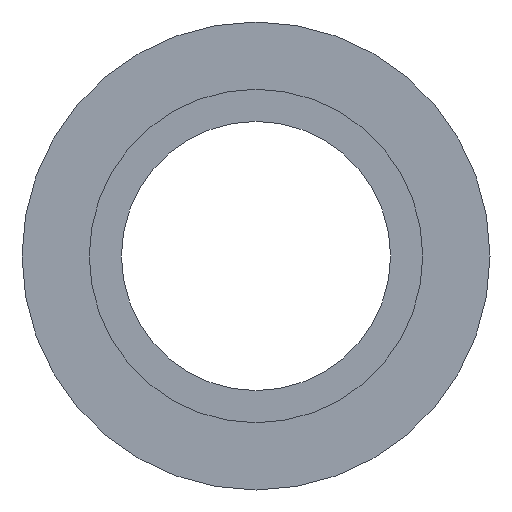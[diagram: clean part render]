
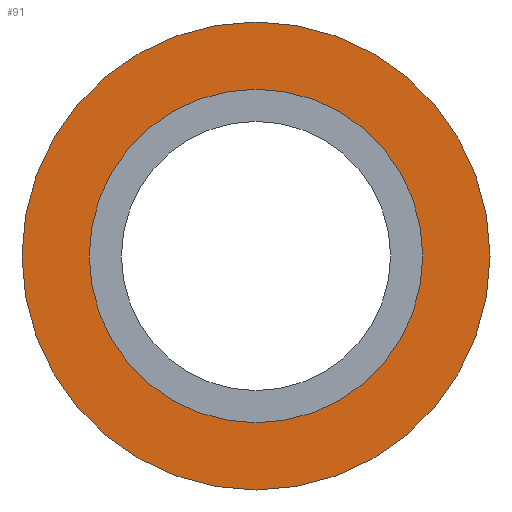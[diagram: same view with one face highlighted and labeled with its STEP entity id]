
A CAD part, front view. The second image highlights one B-rep face of the part: STEP entity #91.
In plain terms, the highlighted planar face has unit normal (0, -1, 0).
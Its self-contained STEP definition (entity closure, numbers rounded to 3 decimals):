
#5 = CIRCLE ( 'NONE', #506, 14. ) ;
#16 = DIRECTION ( 'NONE',  ( 0., 0., -1. ) ) ;
#24 = CIRCLE ( 'NONE', #529, 20. ) ;
#27 = EDGE_CURVE ( 'NONE', #197, #229, #501, .T. ) ;
#75 = CARTESIAN_POINT ( 'NONE',  ( 0., 5., 14. ) ) ;
#91 = ADVANCED_FACE ( 'NONE', ( #264, #616 ), #115, .F. ) ;
#115 = PLANE ( 'NONE',  #398 ) ;
#124 = CARTESIAN_POINT ( 'NONE',  ( 0., 5., 0. ) ) ;
#130 = CARTESIAN_POINT ( 'NONE',  ( 0., 5., 0. ) ) ;
#140 = CARTESIAN_POINT ( 'NONE',  ( 0., 5., 20. ) ) ;
#154 = VERTEX_POINT ( 'NONE', #325 ) ;
#158 = CARTESIAN_POINT ( 'NONE',  ( 0., 5., 0. ) ) ;
#172 = CARTESIAN_POINT ( 'NONE',  ( -20., 5., 0. ) ) ;
#197 = VERTEX_POINT ( 'NONE', #75 ) ;
#225 = DIRECTION ( 'NONE',  ( 0., -1., 0. ) ) ;
#227 = CIRCLE ( 'NONE', #562, 20. ) ;
#229 = VERTEX_POINT ( 'NONE', #541 ) ;
#244 = EDGE_CURVE ( 'NONE', #229, #197, #5, .T. ) ;
#250 = EDGE_LOOP ( 'NONE', ( #444, #461 ) ) ;
#264 = FACE_BOUND ( 'NONE', #250, .T. ) ;
#293 = ORIENTED_EDGE ( 'NONE', *, *, #376, .T. ) ;
#305 = DIRECTION ( 'NONE',  ( 0., -1., 0. ) ) ;
#313 = AXIS2_PLACEMENT_3D ( 'NONE', #158, #305, #664 ) ;
#315 = DIRECTION ( 'NONE',  ( 0., 0., 1. ) ) ;
#325 = CARTESIAN_POINT ( 'NONE',  ( 0., 5., -20. ) ) ;
#366 = EDGE_CURVE ( 'NONE', #538, #154, #24, .T. ) ;
#370 = CARTESIAN_POINT ( 'NONE',  ( 0., 5., 0. ) ) ;
#376 = EDGE_CURVE ( 'NONE', #154, #538, #227, .T. ) ;
#398 = AXIS2_PLACEMENT_3D ( 'NONE', #172, #619, #315 ) ;
#410 = EDGE_LOOP ( 'NONE', ( #293, #640 ) ) ;
#434 = DIRECTION ( 'NONE',  ( 0., -1., 0. ) ) ;
#444 = ORIENTED_EDGE ( 'NONE', *, *, #244, .F. ) ;
#445 = DIRECTION ( 'NONE',  ( 0., -1., 0. ) ) ;
#461 = ORIENTED_EDGE ( 'NONE', *, *, #27, .F. ) ;
#477 = DIRECTION ( 'NONE',  ( 0., 0., -1. ) ) ;
#501 = CIRCLE ( 'NONE', #313, 14. ) ;
#506 = AXIS2_PLACEMENT_3D ( 'NONE', #370, #434, #16 ) ;
#529 = AXIS2_PLACEMENT_3D ( 'NONE', #124, #225, #477 ) ;
#538 = VERTEX_POINT ( 'NONE', #140 ) ;
#541 = CARTESIAN_POINT ( 'NONE',  ( 0., 5., -14. ) ) ;
#562 = AXIS2_PLACEMENT_3D ( 'NONE', #130, #445, #598 ) ;
#598 = DIRECTION ( 'NONE',  ( 0., 0., -1. ) ) ;
#616 = FACE_OUTER_BOUND ( 'NONE', #410, .T. ) ;
#619 = DIRECTION ( 'NONE',  ( 0., 1., 0. ) ) ;
#640 = ORIENTED_EDGE ( 'NONE', *, *, #366, .T. ) ;
#664 = DIRECTION ( 'NONE',  ( 0., 0., -1. ) ) ;
